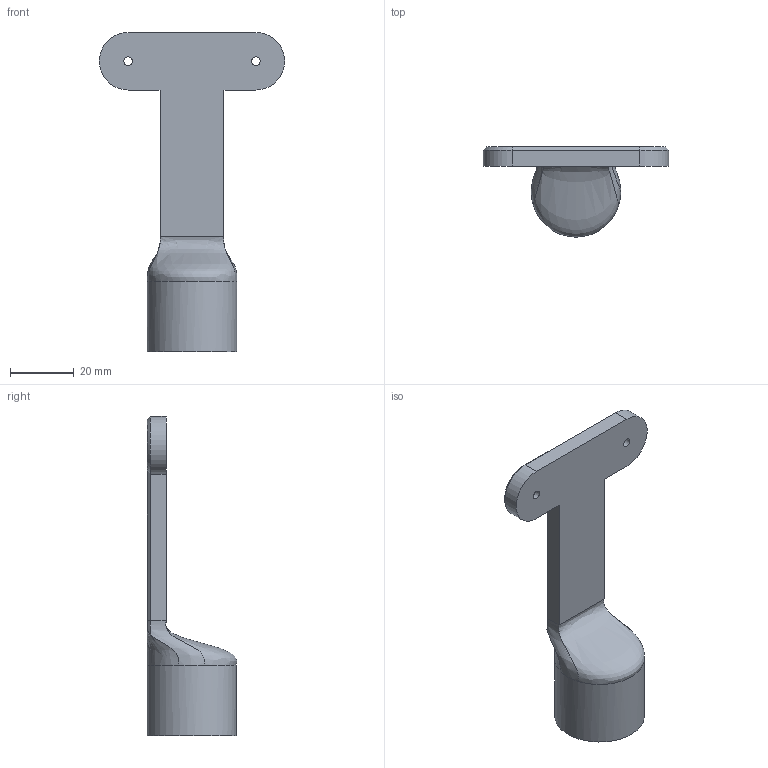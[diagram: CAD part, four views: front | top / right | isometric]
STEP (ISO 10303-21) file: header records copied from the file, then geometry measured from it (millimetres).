
FILE_DESCRIPTION(('FreeCAD Model'),'2;1');
FILE_NAME('Open CASCADE Shape Model','2024-08-23T10:15:33',(''),(''), 'Open CASCADE STEP processor 7.6','FreeCAD','Unknown');
FILE_SCHEMA(('AUTOMOTIVE_DESIGN { 1 0 10303 214 1 1 1 1 }'));
Length unit declared in the file: millimetre
Products named in the file (1): StandHead
Bounding box: 58 x 28.08 x 99.8 mm (x, y, z)
Volume: 25243 mm3; surface area: 9921.9 mm2
Topology: 1 solids, 1 shells, 30 faces, 72 edges, 45 vertices
Faces by surface type: plane 14, bspline 8, cylinder 6, cone 2
Full cylindrical faces by diameter (mm): 2.7 x2, 16 x1
Entity records: 1394 total; most frequent: CARTESIAN_POINT 717, ORIENTED_EDGE 144, DIRECTION 121, EDGE_CURVE 72, VERTEX_POINT 45, AXIS2_PLACEMENT_3D 43, FACE_BOUND 35, EDGE_LOOP 35
